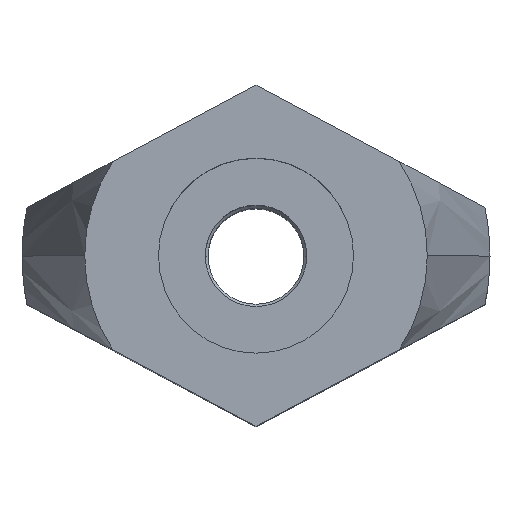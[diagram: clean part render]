
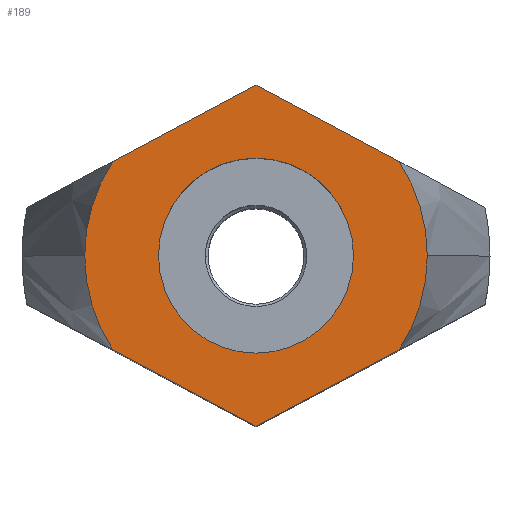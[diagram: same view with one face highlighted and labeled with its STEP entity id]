
A CAD part, top view. The second image highlights one B-rep face of the part: STEP entity #189.
In plain terms, the highlighted planar face has unit normal (0, 0, 1).
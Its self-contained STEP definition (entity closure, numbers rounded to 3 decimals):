
#185=EDGE_CURVE('',#249,#341,#493,.T.);
#189=ADVANCED_FACE('',(#498,#499),#500,.T.);
#193=VERTEX_POINT('',#506);
#195=EDGE_CURVE('',#233,#311,#508,.T.);
#213=VERTEX_POINT('',#527);
#219=EDGE_CURVE('',#289,#213,#533,.T.);
#227=EDGE_CURVE('',#341,#289,#542,.T.);
#233=VERTEX_POINT('',#548);
#249=VERTEX_POINT('',#567);
#269=EDGE_CURVE('',#325,#249,#592,.T.);
#285=VERTEX_POINT('',#609);
#289=VERTEX_POINT('',#613);
#295=EDGE_CURVE('',#373,#193,#619,.T.);
#311=VERTEX_POINT('',#637);
#325=VERTEX_POINT('',#651);
#341=VERTEX_POINT('',#670);
#353=EDGE_CURVE('',#285,#325,#683,.T.);
#365=EDGE_CURVE('',#311,#233,#697,.T.);
#373=VERTEX_POINT('',#706);
#389=EDGE_CURVE('',#193,#285,#725,.T.);
#453=EDGE_CURVE('',#213,#373,#796,.T.);
#493=CIRCLE('',#832,4.392);
#498=FACE_OUTER_BOUND('',#837,.T.);
#499=FACE_BOUND('',#838,.T.);
#500=PLANE('',#839);
#506=CARTESIAN_POINT('',(-4.392,0.,10.0));
#508=CIRCLE('',#848,2.5);
#527=CARTESIAN_POINT('',(0.,4.37,10.0));
#533=LINE('',#893,#894);
#542=CIRCLE('',#908,4.392);
#548=CARTESIAN_POINT('',(-2.5,0.,10.0));
#567=CARTESIAN_POINT('',(3.664,-2.422,10.0));
#592=LINE('',#983,#984);
#609=CARTESIAN_POINT('',(-3.664,-2.422,10.0));
#613=CARTESIAN_POINT('',(3.664,2.422,10.0));
#619=CIRCLE('',#1023,4.392);
#637=CARTESIAN_POINT('',(2.5,0.0,10.0));
#651=CARTESIAN_POINT('',(0.,-4.37,10.0));
#670=CARTESIAN_POINT('',(4.392,0.,10.0));
#683=LINE('',#1106,#1107);
#697=CIRCLE('',#1127,2.5);
#706=CARTESIAN_POINT('',(-3.664,2.422,10.0));
#725=CIRCLE('',#1161,4.392);
#796=LINE('',#1266,#1267);
#832=AXIS2_PLACEMENT_3D('',#1286,#1287,#1288);
#837=EDGE_LOOP('',(#1299,#1300,#1301,#1302,#1303,#1304,#1305,#1306));
#838=EDGE_LOOP('',(#1307,#1308));
#839=AXIS2_PLACEMENT_3D('',#1309,#1310,#1311);
#848=AXIS2_PLACEMENT_3D('',#1320,#1321,#1322);
#893=CARTESIAN_POINT('',(0.401,4.157,10.0));
#894=VECTOR('',#1338,1.0);
#908=AXIS2_PLACEMENT_3D('',#1349,#1350,#1351);
#983=CARTESIAN_POINT('',(0.401,-4.157,10.0));
#984=VECTOR('',#1424,1.0);
#1023=AXIS2_PLACEMENT_3D('',#1446,#1447,#1448);
#1106=CARTESIAN_POINT('',(-2.113,-3.247,10.0));
#1107=VECTOR('',#1527,1.0);
#1127=AXIS2_PLACEMENT_3D('',#1541,#1542,#1543);
#1161=AXIS2_PLACEMENT_3D('',#1582,#1583,#1584);
#1266=CARTESIAN_POINT('',(-2.113,3.247,10.0));
#1267=VECTOR('',#1670,1.0);
#1286=CARTESIAN_POINT('',(0.,0.,10.0));
#1287=DIRECTION('',(0.,0.,1.0));
#1288=DIRECTION('',(-1.0,0.,-0.0));
#1299=ORIENTED_EDGE('',*,*,#453,.T.);
#1300=ORIENTED_EDGE('',*,*,#295,.T.);
#1301=ORIENTED_EDGE('',*,*,#389,.T.);
#1302=ORIENTED_EDGE('',*,*,#353,.T.);
#1303=ORIENTED_EDGE('',*,*,#269,.T.);
#1304=ORIENTED_EDGE('',*,*,#185,.T.);
#1305=ORIENTED_EDGE('',*,*,#227,.T.);
#1306=ORIENTED_EDGE('',*,*,#219,.T.);
#1307=ORIENTED_EDGE('',*,*,#365,.T.);
#1308=ORIENTED_EDGE('',*,*,#195,.T.);
#1309=CARTESIAN_POINT('',(-2.196,0.,10.0));
#1310=DIRECTION('',(0.,0.,1.0));
#1311=DIRECTION('',(-1.0,0.,0.));
#1320=CARTESIAN_POINT('',(0.0,0.0,10.0));
#1321=DIRECTION('',(0.,0.,-1.0));
#1322=DIRECTION('',(1.0,0.,0.));
#1338=DIRECTION('',(-0.883,0.469,0.));
#1349=CARTESIAN_POINT('',(0.,0.,10.0));
#1350=DIRECTION('',(0.,0.,1.0));
#1351=DIRECTION('',(-1.0,0.,-0.0));
#1424=DIRECTION('',(0.883,0.469,0.));
#1446=CARTESIAN_POINT('',(0.,0.,10.0));
#1447=DIRECTION('',(0.,0.,1.0));
#1448=DIRECTION('',(-1.0,0.,-0.0));
#1527=DIRECTION('',(0.883,-0.469,0.));
#1541=CARTESIAN_POINT('',(0.0,0.0,10.0));
#1542=DIRECTION('',(0.,0.,-1.0));
#1543=DIRECTION('',(1.0,0.,0.));
#1582=CARTESIAN_POINT('',(0.,0.,10.0));
#1583=DIRECTION('',(0.,0.,1.0));
#1584=DIRECTION('',(-1.0,0.,-0.0));
#1670=DIRECTION('',(-0.883,-0.469,0.));
